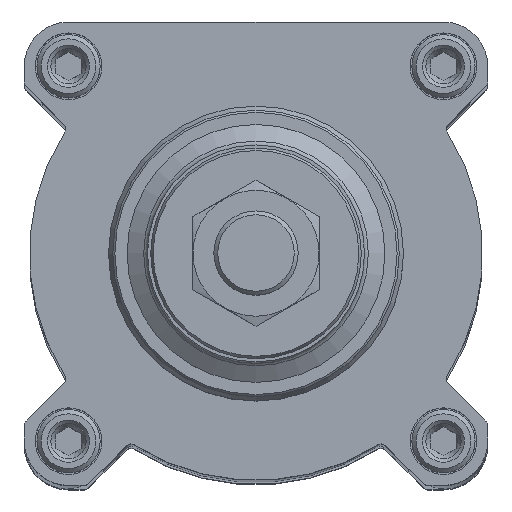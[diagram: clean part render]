
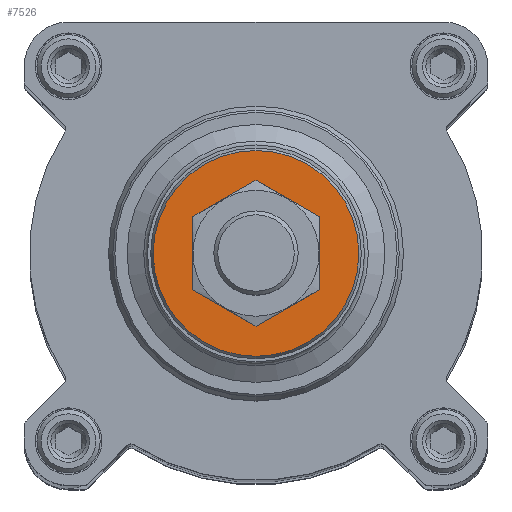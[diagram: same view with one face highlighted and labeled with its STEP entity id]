
A CAD part, top view. The second image highlights one B-rep face of the part: STEP entity #7526.
In plain terms, the highlighted planar face has unit normal (0, 0, 1).
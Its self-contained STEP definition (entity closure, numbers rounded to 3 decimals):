
#1073=PLANE('',#8142);
#2416=ORIENTED_EDGE('',*,*,#3327,.F.);
#2417=ORIENTED_EDGE('',*,*,#3320,.T.);
#3320=EDGE_CURVE('',#3905,#3905,#4250,.T.);
#3327=EDGE_CURVE('',#3910,#3910,#4253,.T.);
#3905=VERTEX_POINT('',#11612);
#3910=VERTEX_POINT('',#11625);
#4250=CIRCLE('',#8139,12.5);
#4253=CIRCLE('',#8143,24.423);
#4689=EDGE_LOOP('',(#2416));
#4690=EDGE_LOOP('',(#2417));
#5175=FACE_BOUND('',#4689,.T.);
#5176=FACE_BOUND('',#4690,.T.);
#7526=ADVANCED_FACE('',(#5175,#5176),#1073,.F.);
#8139=AXIS2_PLACEMENT_3D('',#11611,#9637,#9638);
#8142=AXIS2_PLACEMENT_3D('',#11623,#9647,#9648);
#8143=AXIS2_PLACEMENT_3D('',#11624,#9649,#9650);
#9637=DIRECTION('',(0.,0.,-1.));
#9638=DIRECTION('',(-1.,0.,0.));
#9647=DIRECTION('',(0.,0.,-1.));
#9648=DIRECTION('',(-1.,0.,0.));
#9649=DIRECTION('',(0.,0.,-1.));
#9650=DIRECTION('',(-1.,0.,0.));
#11611=CARTESIAN_POINT('',(0.,0.,40.));
#11612=CARTESIAN_POINT('',(-12.5,0.,40.));
#11623=CARTESIAN_POINT('',(0.,12.5,40.));
#11624=CARTESIAN_POINT('',(0.,0.,40.));
#11625=CARTESIAN_POINT('',(-24.423,0.,40.));
